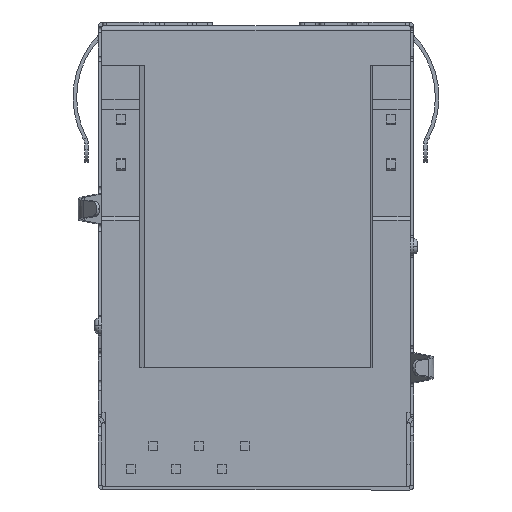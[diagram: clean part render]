
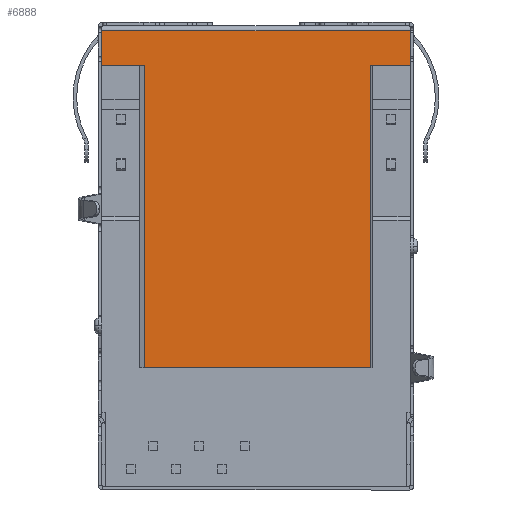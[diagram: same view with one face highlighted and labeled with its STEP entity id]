
A CAD part, front view. The second image highlights one B-rep face of the part: STEP entity #6888.
In plain terms, the highlighted planar face has unit normal (0, -1, 0).
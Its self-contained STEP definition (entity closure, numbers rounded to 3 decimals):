
#138 = CARTESIAN_POINT ( 'NONE',  ( 6.388, 0., 10.63 ) ) ;
#199 = LINE ( 'NONE', #15232, #14710 ) ;
#712 = CARTESIAN_POINT ( 'NONE',  ( -6.214, 0., -6.223 ) ) ;
#1336 = CARTESIAN_POINT ( 'NONE',  ( -8.588, 0., 12.53 ) ) ;
#1460 = VERTEX_POINT ( 'NONE', #1336 ) ;
#2032 = DIRECTION ( 'NONE',  ( -1., 0., 0. ) ) ;
#2072 = VECTOR ( 'NONE', #13316, 1000. ) ;
#2139 = DIRECTION ( 'NONE',  ( 0., 1., 0. ) ) ;
#2422 = ORIENTED_EDGE ( 'NONE', *, *, #15541, .T. ) ;
#2483 = VERTEX_POINT ( 'NONE', #138 ) ;
#2571 = LINE ( 'NONE', #3247, #7727 ) ;
#2602 = FACE_OUTER_BOUND ( 'NONE', #7933, .T. ) ;
#3036 = EDGE_CURVE ( 'NONE', #5970, #6401, #17031, .T. ) ;
#3247 = CARTESIAN_POINT ( 'NONE',  ( 6.388, 0., 12.53 ) ) ;
#3542 = VERTEX_POINT ( 'NONE', #6621 ) ;
#3637 = CARTESIAN_POINT ( 'NONE',  ( -6.214, 0., 10.63 ) ) ;
#3652 = VERTEX_POINT ( 'NONE', #9539 ) ;
#4177 = VECTOR ( 'NONE', #13804, 1000. ) ;
#4277 = CARTESIAN_POINT ( 'NONE',  ( -6.214, 0., 12.53 ) ) ;
#5262 = LINE ( 'NONE', #13264, #13973 ) ;
#5266 = CARTESIAN_POINT ( 'NONE',  ( -8.588, 0., 12.53 ) ) ;
#5401 = ORIENTED_EDGE ( 'NONE', *, *, #6951, .F. ) ;
#5812 = CARTESIAN_POINT ( 'NONE',  ( -36.548, 0., -6.223 ) ) ;
#5850 = DIRECTION ( 'NONE',  ( 0., 0., 1. ) ) ;
#5970 = VERTEX_POINT ( 'NONE', #3637 ) ;
#6401 = VERTEX_POINT ( 'NONE', #712 ) ;
#6621 = CARTESIAN_POINT ( 'NONE',  ( 6.388, 0., -6.223 ) ) ;
#6757 = CARTESIAN_POINT ( 'NONE',  ( -6.488, 0., 10.63 ) ) ;
#6814 = DIRECTION ( 'NONE',  ( 0., 0., -1. ) ) ;
#6888 = ADVANCED_FACE ( 'NONE', ( #2602 ), #12574, .F. ) ;
#6901 = ORIENTED_EDGE ( 'NONE', *, *, #12552, .T. ) ;
#6951 = EDGE_CURVE ( 'NONE', #1460, #8360, #5262, .T. ) ;
#7187 = ORIENTED_EDGE ( 'NONE', *, *, #11151, .F. ) ;
#7684 = DIRECTION ( 'NONE',  ( 0., 0., -1. ) ) ;
#7727 = VECTOR ( 'NONE', #5850, 1000. ) ;
#7758 = ORIENTED_EDGE ( 'NONE', *, *, #10673, .T. ) ;
#7933 = EDGE_LOOP ( 'NONE', ( #7187, #9991, #16715, #2422, #7758, #10771, #5401, #6901 ) ) ;
#7984 = DIRECTION ( 'NONE',  ( 1., 0., 0. ) ) ;
#8292 = LINE ( 'NONE', #6757, #13063 ) ;
#8360 = VERTEX_POINT ( 'NONE', #14175 ) ;
#8624 = CARTESIAN_POINT ( 'NONE',  ( -36.548, 0., 12.53 ) ) ;
#9105 = LINE ( 'NONE', #11959, #2072 ) ;
#9397 = EDGE_CURVE ( 'NONE', #6401, #3542, #11873, .T. ) ;
#9539 = CARTESIAN_POINT ( 'NONE',  ( -8.588, 0., 10.63 ) ) ;
#9807 = DIRECTION ( 'NONE',  ( 1., 0., 0. ) ) ;
#9991 = ORIENTED_EDGE ( 'NONE', *, *, #3036, .T. ) ;
#10205 = VECTOR ( 'NONE', #6814, 1000. ) ;
#10673 = EDGE_CURVE ( 'NONE', #2483, #16879, #199, .T. ) ;
#10771 = ORIENTED_EDGE ( 'NONE', *, *, #11105, .T. ) ;
#11105 = EDGE_CURVE ( 'NONE', #16879, #8360, #9105, .T. ) ;
#11151 = EDGE_CURVE ( 'NONE', #5970, #3652, #8292, .T. ) ;
#11873 = LINE ( 'NONE', #5812, #4177 ) ;
#11959 = CARTESIAN_POINT ( 'NONE',  ( 8.588, 0., 12.53 ) ) ;
#12118 = DIRECTION ( 'NONE',  ( -1., 0., 0. ) ) ;
#12552 = EDGE_CURVE ( 'NONE', #1460, #3652, #16104, .T. ) ;
#12574 = PLANE ( 'NONE',  #17065 ) ;
#13063 = VECTOR ( 'NONE', #12118, 1000. ) ;
#13264 = CARTESIAN_POINT ( 'NONE',  ( -36.548, 0., 12.53 ) ) ;
#13316 = DIRECTION ( 'NONE',  ( 0., 0., 1. ) ) ;
#13804 = DIRECTION ( 'NONE',  ( 1., 0., 0. ) ) ;
#13973 = VECTOR ( 'NONE', #7984, 1000. ) ;
#14175 = CARTESIAN_POINT ( 'NONE',  ( 8.588, 0., 12.53 ) ) ;
#14422 = VECTOR ( 'NONE', #7684, 1000. ) ;
#14710 = VECTOR ( 'NONE', #9807, 1000. ) ;
#15232 = CARTESIAN_POINT ( 'NONE',  ( 6.488, 0., 10.63 ) ) ;
#15541 = EDGE_CURVE ( 'NONE', #3542, #2483, #2571, .T. ) ;
#16104 = LINE ( 'NONE', #5266, #14422 ) ;
#16715 = ORIENTED_EDGE ( 'NONE', *, *, #9397, .T. ) ;
#16879 = VERTEX_POINT ( 'NONE', #17133 ) ;
#17031 = LINE ( 'NONE', #4277, #10205 ) ;
#17065 = AXIS2_PLACEMENT_3D ( 'NONE', #8624, #2139, #2032 ) ;
#17133 = CARTESIAN_POINT ( 'NONE',  ( 8.588, 0., 10.63 ) ) ;
